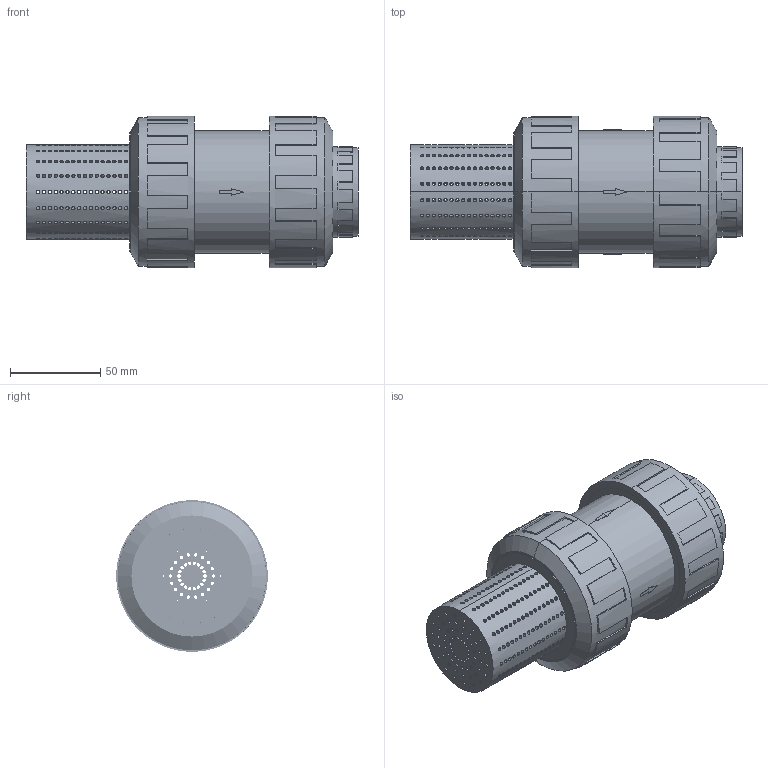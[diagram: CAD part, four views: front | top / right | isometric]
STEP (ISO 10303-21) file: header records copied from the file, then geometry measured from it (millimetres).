
FILE_DESCRIPTION(('STEP AP214'),'1');
FILE_NAME('cctmp_B952232C-29D8-4FC8-98EA-7D603C731EFC_2018_12_7_11_22_54_627..stp','2018-12-07T10:22:56',('Praher Valves GmbH'),('CADClick - www.CADClick.com'),'Spatial InterOp 3D',' ','unknown authorization');
FILE_SCHEMA(('AUTOMOTIVE_DESIGN'));
Length unit declared in the file: millimetre
Products named in the file (1): 121348
Bounding box: 184 x 84 x 84 mm (x, y, z)
Volume: 476397 mm3; surface area: 123183.7 mm2
Topology: 1 solids, 1 shells, 2446 faces, 7021 edges, 4291 vertices
Faces by surface type: cylinder 2204, plane 238, cone 4
Entity records: 112796 total; most frequent: CARTESIAN_POINT 29311, ORIENTED_EDGE 14042, DIRECTION 13122, EDGE_CURVE 7021, AXIS2_PLACEMENT_3D 5382, VERTEX_POINT 4291, EDGE_LOOP 2880, STYLED_ITEM 2447
